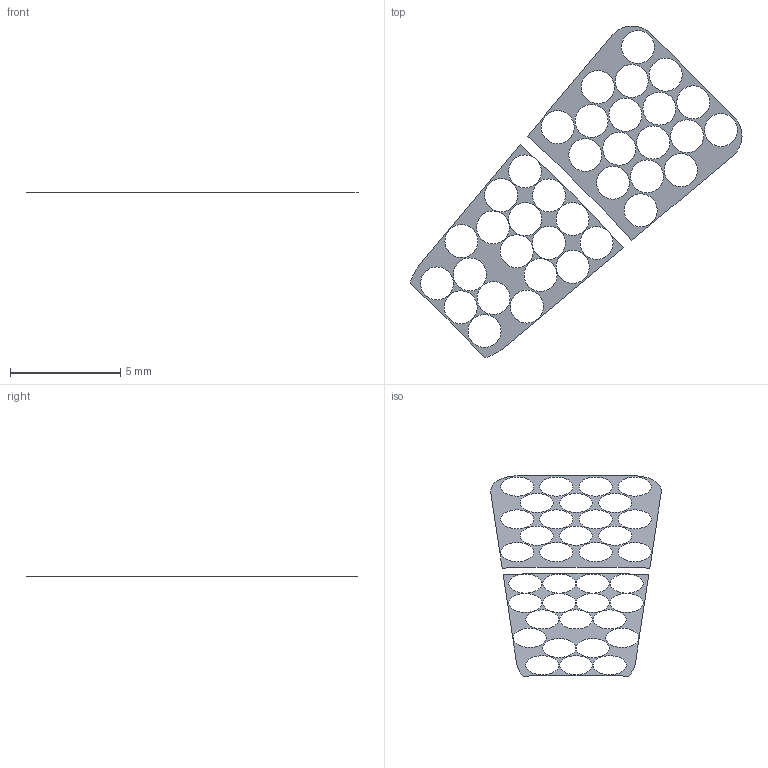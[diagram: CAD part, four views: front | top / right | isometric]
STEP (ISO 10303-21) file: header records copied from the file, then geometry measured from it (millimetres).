
FILE_DESCRIPTION(('Open CASCADE Model'),'2;1');
FILE_NAME('Open CASCADE Shape Model','2023-01-11T17:25:48',('bergfried'),( 'Open CASCADE'),'Open CASCADE STEP processor 7.6','Open CASCADE 7.6' ,'Unknown');
FILE_SCHEMA(('AUTOMOTIVE_DESIGN { 1 0 10303 214 1 1 1 1 }'));
Length unit declared in the file: millimetre
Products named in the file (5): Open CASCADE STEP translator 7.6 1; Open CASCADE STEP translator 7.6 1.1; Open CASCADE STEP translator 7.6 1.2; Open CASCADE STEP translator 7.6 1.3; Open CASCADE STEP translator 7.6 1.4
Assembly tree (4 placements, depth 2):
  Open CASCADE STEP translator 7.6 1
    Open CASCADE STEP translator 7.6 1.1
    Open CASCADE STEP translator 7.6 1.2
    Open CASCADE STEP translator 7.6 1.3
    Open CASCADE STEP translator 7.6 1.4
Bounding box: 15.09 x 15.09 x 0 mm (x, y, z)
Surface area: 36 mm2 (no closed solid volume)
Topology: 0 solids, 2 shells, 2 faces, 93 edges, 95 vertices
Faces by surface type: plane 2
Entity records: 1893 total; most frequent: CARTESIAN_POINT 778, DIRECTION 202, AXIS2_PLACEMENT_3D 93, ORIENTED_EDGE 91, EDGE_CURVE 91, VERTEX_POINT 91, SURFACE_CURVE 91, PCURVE 91
